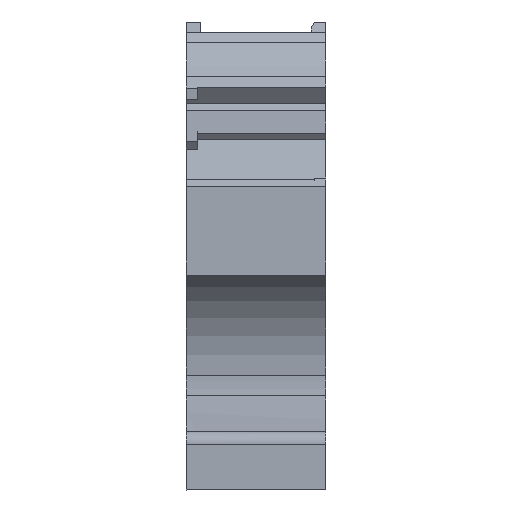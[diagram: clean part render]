
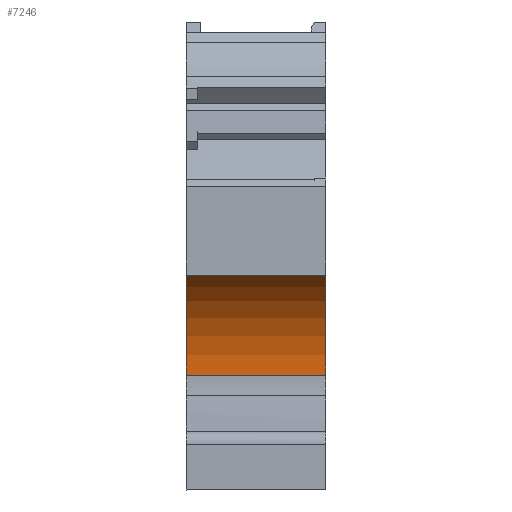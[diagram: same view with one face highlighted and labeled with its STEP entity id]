
A CAD part, front view. The second image highlights one B-rep face of the part: STEP entity #7246.
In plain terms, the highlighted cylindrical face has radius 8 mm (diameter 16 mm), a partial arc.
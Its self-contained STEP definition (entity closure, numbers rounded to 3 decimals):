
#411=CARTESIAN_POINT('',(-96.493,8.116,0.));
#412=VERTEX_POINT('',#411);
#419=CARTESIAN_POINT('',(-92.679,1.299,0.));
#420=VERTEX_POINT('',#419);
#421=CARTESIAN_POINT('',(-100.679,1.299,0.));
#422=DIRECTION('',(-0.,-0.,-1.));
#423=DIRECTION('',(-1.,0.,0.));
#424=AXIS2_PLACEMENT_3D('',#421,#422,#423);
#425=CIRCLE('',#424,8.);
#426=EDGE_CURVE('',#412,#420,#425,.T.);
#1572=CARTESIAN_POINT('',(-92.679,1.299,-9.5));
#1573=VERTEX_POINT('',#1572);
#1581=CARTESIAN_POINT('',(-96.493,8.116,-9.5));
#1582=VERTEX_POINT('',#1581);
#1583=CARTESIAN_POINT('',(-100.679,1.299,-9.5));
#1584=DIRECTION('',(-0.,-0.,-1.));
#1585=DIRECTION('',(-1.,0.,0.));
#1586=AXIS2_PLACEMENT_3D('',#1583,#1584,#1585);
#1587=CIRCLE('',#1586,8.);
#1588=EDGE_CURVE('',#1582,#1573,#1587,.T.);
#3674=CARTESIAN_POINT('',(-96.493,8.116,0.));
#3675=DIRECTION('',(0.,-0.,-1.));
#3676=VECTOR('',#3675,9.5);
#3677=LINE('',#3674,#3676);
#3678=EDGE_CURVE('',#412,#1582,#3677,.T.);
#3689=CARTESIAN_POINT('',(-92.679,1.299,-9.5));
#3690=DIRECTION('',(0.,0.,1.));
#3691=VECTOR('',#3690,9.5);
#3692=LINE('',#3689,#3691);
#3693=EDGE_CURVE('',#1573,#420,#3692,.T.);
#7235=CARTESIAN_POINT('',(-100.679,1.299,-9.5));
#7236=DIRECTION('',(-0.,-0.,-1.));
#7237=DIRECTION('',(-1.,0.,0.));
#7238=AXIS2_PLACEMENT_3D('',#7235,#7236,#7237);
#7239=CYLINDRICAL_SURFACE('',#7238,8.);
#7240=ORIENTED_EDGE('',*,*,#3693,.T.);
#7241=ORIENTED_EDGE('',*,*,#426,.F.);
#7242=ORIENTED_EDGE('',*,*,#3678,.T.);
#7243=ORIENTED_EDGE('',*,*,#1588,.T.);
#7244=EDGE_LOOP('',(#7240,#7241,#7242,#7243));
#7245=FACE_BOUND('',#7244,.T.);
#7246=ADVANCED_FACE('',(#7245),#7239,.F.);
